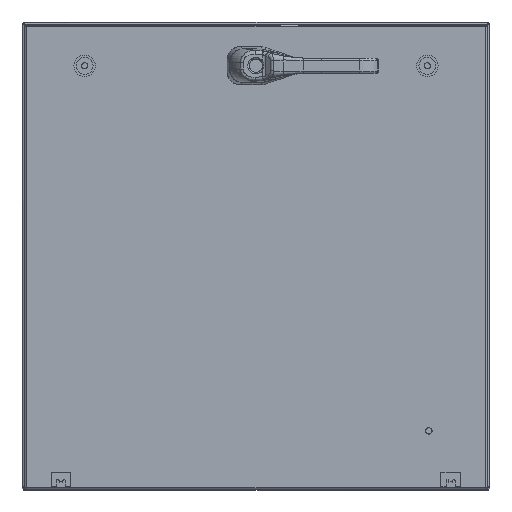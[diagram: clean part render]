
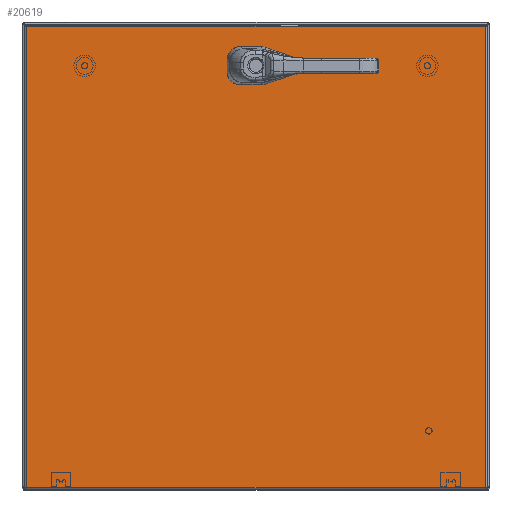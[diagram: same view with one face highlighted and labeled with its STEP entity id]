
A CAD part, top view. The second image highlights one B-rep face of the part: STEP entity #20619.
In plain terms, the highlighted face is planar.
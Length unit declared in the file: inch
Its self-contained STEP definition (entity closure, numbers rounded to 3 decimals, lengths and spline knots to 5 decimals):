
#18942=CARTESIAN_POINT('',(2.33762,12.275,0.0));
#18943=VERTEX_POINT('',#18942);
#18950=CARTESIAN_POINT('',(2.525,12.08762,0.0));
#18951=VERTEX_POINT('',#18950);
#18952=CARTESIAN_POINT('',(2.125,11.875,0.0));
#18953=DIRECTION('',(0.0,0.0,1.0));
#18954=DIRECTION('',(-0.469,-0.883,0.0));
#18955=AXIS2_PLACEMENT_3D('',#18952,#18953,#18954);
#18956=CIRCLE('',#18955,0.453);
#18957=EDGE_CURVE('',#18951,#18943,#18956,.T.);
#18982=CARTESIAN_POINT('',(2.525,11.66238,0.0));
#18983=VERTEX_POINT('',#18982);
#18984=CARTESIAN_POINT('',(2.525,11.66238,0.0));
#18985=DIRECTION('',(0.0,1.0,0.0));
#18986=VECTOR('',#18985,0.42525);
#18987=LINE('',#18984,#18986);
#18988=EDGE_CURVE('',#18983,#18951,#18987,.T.);
#19014=CARTESIAN_POINT('',(2.33762,11.475,0.0));
#19015=VERTEX_POINT('',#19014);
#19016=CARTESIAN_POINT('',(2.125,11.875,0.0));
#19017=DIRECTION('',(0.0,0.0,1.0));
#19018=DIRECTION('',(-0.883,0.469,0.0));
#19019=AXIS2_PLACEMENT_3D('',#19016,#19017,#19018);
#19020=CIRCLE('',#19019,0.453);
#19021=EDGE_CURVE('',#19015,#18983,#19020,.T.);
#19046=CARTESIAN_POINT('',(1.91238,11.475,0.0));
#19047=VERTEX_POINT('',#19046);
#19048=CARTESIAN_POINT('',(1.91238,11.475,0.0));
#19049=DIRECTION('',(1.0,0.0,0.0));
#19050=VECTOR('',#19049,0.42525);
#19051=LINE('',#19048,#19050);
#19052=EDGE_CURVE('',#19047,#19015,#19051,.T.);
#19078=CARTESIAN_POINT('',(1.725,11.66238,0.0));
#19079=VERTEX_POINT('',#19078);
#19080=CARTESIAN_POINT('',(2.125,11.875,0.0));
#19081=DIRECTION('',(0.0,0.0,1.0));
#19082=DIRECTION('',(0.469,0.883,0.0));
#19083=AXIS2_PLACEMENT_3D('',#19080,#19081,#19082);
#19084=CIRCLE('',#19083,0.453);
#19085=EDGE_CURVE('',#19079,#19047,#19084,.T.);
#19110=CARTESIAN_POINT('',(1.725,12.08762,0.0));
#19111=VERTEX_POINT('',#19110);
#19112=CARTESIAN_POINT('',(1.725,12.08762,0.0));
#19113=DIRECTION('',(0.0,-1.0,0.0));
#19114=VECTOR('',#19113,0.42525);
#19115=LINE('',#19112,#19114);
#19116=EDGE_CURVE('',#19111,#19079,#19115,.T.);
#19142=CARTESIAN_POINT('',(1.91238,12.275,0.0));
#19143=VERTEX_POINT('',#19142);
#19144=CARTESIAN_POINT('',(2.125,11.875,0.0));
#19145=DIRECTION('',(0.0,0.0,1.0));
#19146=DIRECTION('',(0.883,-0.469,0.0));
#19147=AXIS2_PLACEMENT_3D('',#19144,#19145,#19146);
#19148=CIRCLE('',#19147,0.453);
#19149=EDGE_CURVE('',#19143,#19111,#19148,.T.);
#19172=CARTESIAN_POINT('',(2.33762,12.275,0.0));
#19173=DIRECTION('',(-1.0,0.0,0.0));
#19174=VECTOR('',#19173,0.42525);
#19175=LINE('',#19172,#19174);
#19176=EDGE_CURVE('',#18943,#19143,#19175,.T.);
#19627=CARTESIAN_POINT('',(23.76975,0.10525,0.));
#19628=VERTEX_POINT('',#19627);
#19639=CARTESIAN_POINT('',(23.76975,23.64475,0.));
#19640=VERTEX_POINT('',#19639);
#19641=CARTESIAN_POINT('',(23.76975,23.64475,0.0));
#19642=DIRECTION('',(0.0,-1.0,0.0));
#19643=VECTOR('',#19642,23.5395);
#19644=LINE('',#19641,#19643);
#19645=EDGE_CURVE('',#19640,#19628,#19644,.T.);
#19797=CARTESIAN_POINT('',(0.10525,0.10525,0.));
#19798=VERTEX_POINT('',#19797);
#19809=CARTESIAN_POINT('',(23.76975,0.10525,0.0));
#19810=DIRECTION('',(-1.0,0.0,0.0));
#19811=VECTOR('',#19810,23.6645);
#19812=LINE('',#19809,#19811);
#19813=EDGE_CURVE('',#19628,#19798,#19812,.T.);
#20074=CARTESIAN_POINT('',(0.10525,23.64475,0.));
#20075=VERTEX_POINT('',#20074);
#20086=CARTESIAN_POINT('',(0.10525,0.10525,0.0));
#20087=DIRECTION('',(0.0,1.0,0.0));
#20088=VECTOR('',#20087,23.5395);
#20089=LINE('',#20086,#20088);
#20090=EDGE_CURVE('',#19798,#20075,#20089,.T.);
#20355=CARTESIAN_POINT('',(0.10525,23.64475,0.0));
#20356=DIRECTION('',(1.0,0.0,0.0));
#20357=VECTOR('',#20356,23.6645);
#20358=LINE('',#20355,#20357);
#20359=EDGE_CURVE('',#20075,#19640,#20358,.T.);
#20598=CARTESIAN_POINT('',(11.9375,11.875,0.0));
#20599=DIRECTION('',(0.0,0.0,1.0));
#20600=DIRECTION('',(1.0,0.0,0.0));
#20601=AXIS2_PLACEMENT_3D('',#20598,#20599,#20600);
#20602=PLANE('',#20601);
#20603=ORIENTED_EDGE('',*,*,#19645,.T.);
#20604=ORIENTED_EDGE('',*,*,#19813,.T.);
#20605=ORIENTED_EDGE('',*,*,#20090,.T.);
#20606=ORIENTED_EDGE('',*,*,#20359,.T.);
#20607=EDGE_LOOP('',(#20603,#20604,#20605,#20606));
#20608=FACE_OUTER_BOUND('',#20607,.T.);
#20609=ORIENTED_EDGE('',*,*,#18957,.T.);
#20610=ORIENTED_EDGE('',*,*,#19176,.T.);
#20611=ORIENTED_EDGE('',*,*,#19149,.T.);
#20612=ORIENTED_EDGE('',*,*,#19116,.T.);
#20613=ORIENTED_EDGE('',*,*,#19085,.T.);
#20614=ORIENTED_EDGE('',*,*,#19052,.T.);
#20615=ORIENTED_EDGE('',*,*,#19021,.T.);
#20616=ORIENTED_EDGE('',*,*,#18988,.T.);
#20617=EDGE_LOOP('',(#20609,#20610,#20611,#20612,#20613,#20614,#20615,#20616));
#20618=FACE_BOUND('',#20617,.T.);
#20619=ADVANCED_FACE('',(#20608,#20618),#20602,.F.);
